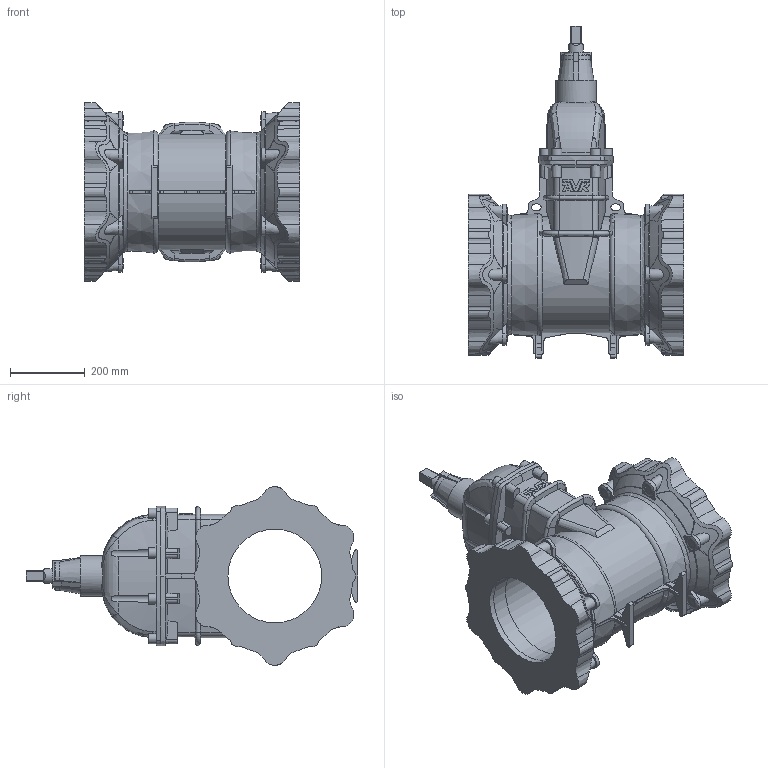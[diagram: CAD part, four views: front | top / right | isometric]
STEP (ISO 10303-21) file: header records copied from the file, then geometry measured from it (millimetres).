
FILE_DESCRIPTION (( 'STEP AP203' ), '1' );
FILE_NAME ('O_636_00_DN250_XXXXXX_AA0_step.step', '2016-04-26T07:56:38', ( 'Windows User' ), ( 'AVK' ), 'SwSTEP 2.0', 'SolidWorks 2012', '' );
FILE_SCHEMA (( 'CONFIG_CONTROL_DESIGN' ));
Length unit declared in the file: millimetre
Products named in the file (1): O_636_00_DN250_XXXXXX_AA0_step
Bounding box: 576 x 886 x 477.06 mm (x, y, z)
Volume: 44750109.6 mm3; surface area: 1866541.7 mm2
Topology: 1 solids, 1 shells, 917 faces, 2554 edges, 1646 vertices
Faces by surface type: plane 247, cone 221, cylinder 199, bspline 189, torus 57, sphere 4
Full cylindrical faces by diameter (mm): 40 x1, 108 x1, 250 x4
Entity records: 48266 total; most frequent: CARTESIAN_POINT 27114, ORIENTED_EDGE 5052, DIRECTION 3605, EDGE_CURVE 2526, VERTEX_POINT 1634, AXIS2_PLACEMENT_3D 1461, B_SPLINE_CURVE_WITH_KNOTS 1035, EDGE_LOOP 942
